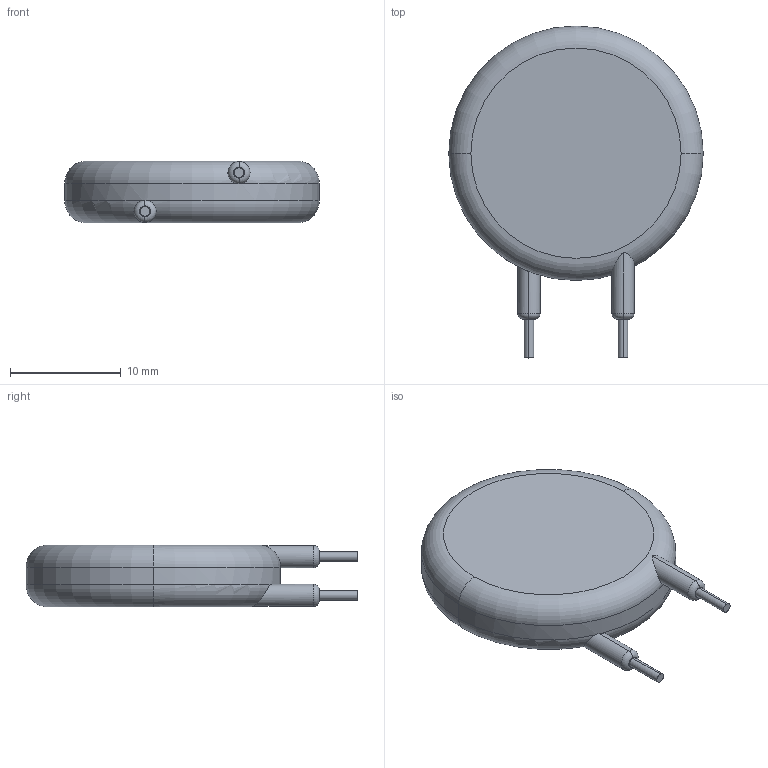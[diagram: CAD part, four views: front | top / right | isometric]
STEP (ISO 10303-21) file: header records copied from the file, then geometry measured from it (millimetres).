
FILE_DESCRIPTION (( 'STEP AP214' ), '1' );
FILE_NAME ('0C29E913-FE4A-422B-BFA2-1A7009B61384.STEP', '2025-03-04T23:09:54', ( '' ), ( '' ), 'SwSTEP 2.0', 'SolidWorks 2022', '' );
FILE_SCHEMA (( 'AUTOMOTIVE_DESIGN' ));
Length unit declared in the file: millimetre
Products named in the file (1): 0C29E913-FE4A-422B-BFA2-1A7009B61384
Bounding box: 23 x 30 x 5.6 mm (x, y, z)
Volume: 2242.5 mm3; surface area: 1193.2 mm2
Topology: 2 solids, 2 shells, 25 faces, 52 edges, 32 vertices
Faces by surface type: cylinder 10, torus 8, plane 7
Entity records: 880 total; most frequent: CARTESIAN_POINT 210, DIRECTION 130, ORIENTED_EDGE 104, AXIS2_PLACEMENT_3D 60, EDGE_CURVE 52, CIRCLE 34, VERTEX_POINT 32, EDGE_LOOP 26
